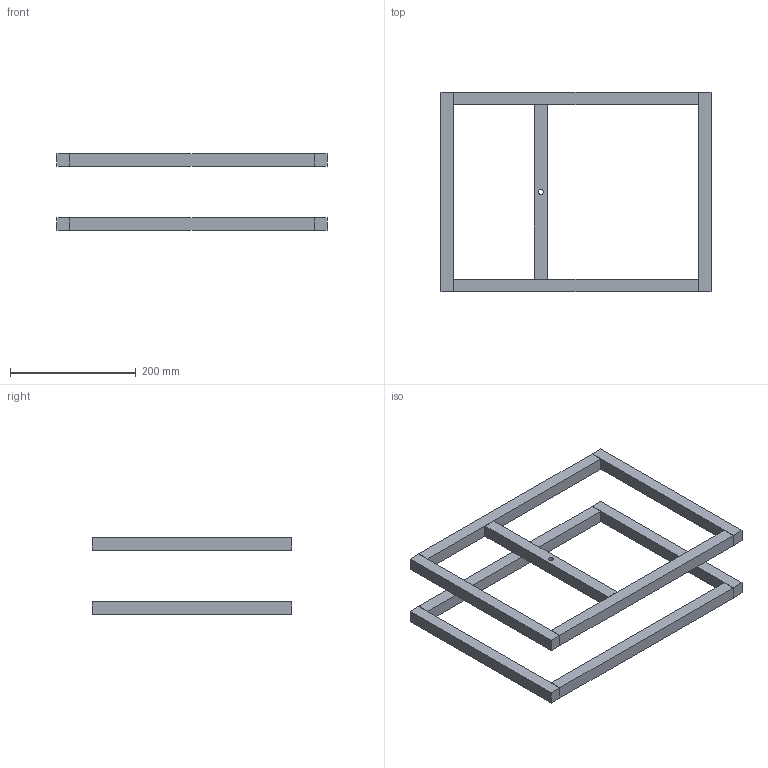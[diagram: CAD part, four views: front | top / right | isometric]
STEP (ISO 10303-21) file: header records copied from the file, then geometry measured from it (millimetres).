
FILE_DESCRIPTION(/* description */ (''),/* implementation_level */ '2;1');
FILE_NAME(/* name */ 'Aluminium Profiles 20x20 v12.stp',/* time_stamp */ '2020-12-05T18:15:14+01:00',/* author */ (''),/* organization */ (''),/* preprocessor_version */ 'ST-DEVELOPER v18.1',/* originating_system */ 'Autodesk Translation Framework v9.3.0.1241',/* authorisation */ '');
FILE_SCHEMA (('AUTOMOTIVE_DESIGN { 1 0 10303 214 3 1 1 }'));
Length unit declared in the file: millimetre
Products named in the file (4): Aluminium Profiles 20x20; Profil20x20_277; Profil20x20_317; Profil20x20_389
Assembly tree (9 placements, depth 2):
  Aluminium Profiles 20x20
    Profil20x20_317  x4
    Profil20x20_389  x4
    Profil20x20_277
Bounding box: 429 x 317 x 122 mm (x, y, z)
Volume: 1239343.8 mm3; surface area: 255689.6 mm2
Topology: 9 solids, 9 shells, 55 faces, 111 edges, 74 vertices
Faces by surface type: plane 54, cylinder 1
Full cylindrical faces by diameter (mm): 8.2 x1
Entity records: 671 total; most frequent: DIRECTION 105, CARTESIAN_POINT 97, ORIENTED_EDGE 78, EDGE_CURVE 39, LINE 37, VECTOR 37, AXIS2_PLACEMENT_3D 34, VERTEX_POINT 26
